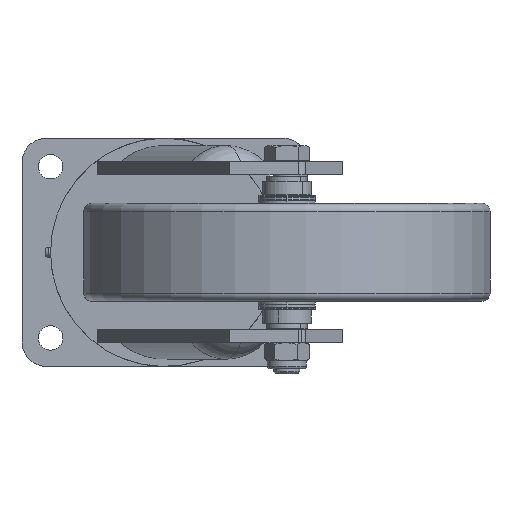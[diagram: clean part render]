
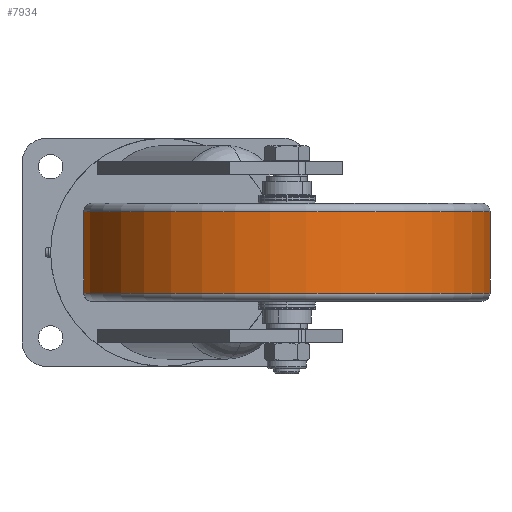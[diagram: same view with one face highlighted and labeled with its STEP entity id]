
A CAD part, front view. The second image highlights one B-rep face of the part: STEP entity #7934.
In plain terms, the highlighted cylindrical face has radius 125 mm (diameter 250 mm), a partial arc.
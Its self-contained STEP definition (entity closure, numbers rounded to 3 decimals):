
#99 = CARTESIAN_POINT ( 'NONE',  ( 199.468, -168.48, -47.5 ) ) ;
#3371 = LINE ( 'NONE', #99, #28768 ) ;
#4768 = DIRECTION ( 'NONE',  ( -0.996, -0.092, 0. ) ) ;
#5711 = VERTEX_POINT ( 'NONE', #15326 ) ;
#7467 = EDGE_CURVE ( 'NONE', #60932, #39812, #10241, .T. ) ;
#7934 = ADVANCED_FACE ( 'NONE', ( #48349 ), #18329, .T. ) ;
#10010 = AXIS2_PLACEMENT_3D ( 'NONE', #18937, #11524, #4768 ) ;
#10241 = CIRCLE ( 'NONE', #10010, 125. ) ;
#11524 = DIRECTION ( 'NONE',  ( 0., 0., 1. ) ) ;
#12478 = AXIS2_PLACEMENT_3D ( 'NONE', #18734, #20045, #15687 ) ;
#13682 = ORIENTED_EDGE ( 'NONE', *, *, #7467, .T. ) ;
#15326 = CARTESIAN_POINT ( 'NONE',  ( 199.468, -168.48, -22.5 ) ) ;
#15687 = DIRECTION ( 'NONE',  ( -0.996, -0.092, 0. ) ) ;
#18329 = CYLINDRICAL_SURFACE ( 'NONE', #12478, 125. ) ;
#18734 = CARTESIAN_POINT ( 'NONE',  ( 75., -180., -47.5 ) ) ;
#18937 = CARTESIAN_POINT ( 'NONE',  ( 75., -180., -72.5 ) ) ;
#19317 = ORIENTED_EDGE ( 'NONE', *, *, #44539, .T. ) ;
#19421 = CARTESIAN_POINT ( 'NONE',  ( -49.468, -191.52, -72.5 ) ) ;
#20045 = DIRECTION ( 'NONE',  ( 0., 0., -1. ) ) ;
#23625 = CARTESIAN_POINT ( 'NONE',  ( 199.468, -168.48, -72.5 ) ) ;
#24014 = CARTESIAN_POINT ( 'NONE',  ( 75., -180., -22.5 ) ) ;
#25102 = VERTEX_POINT ( 'NONE', #47399 ) ;
#28768 = VECTOR ( 'NONE', #33547, 1000. ) ;
#28842 = DIRECTION ( 'NONE',  ( 0.996, 0.092, 0. ) ) ;
#29959 = CIRCLE ( 'NONE', #51641, 125. ) ;
#33547 = DIRECTION ( 'NONE',  ( 0., 0., -1. ) ) ;
#34663 = EDGE_CURVE ( 'NONE', #5711, #39812, #3371, .T. ) ;
#34882 = ORIENTED_EDGE ( 'NONE', *, *, #34663, .F. ) ;
#35385 = LINE ( 'NONE', #61210, #59303 ) ;
#36970 = EDGE_CURVE ( 'NONE', #5711, #25102, #29959, .T. ) ;
#39812 = VERTEX_POINT ( 'NONE', #23625 ) ;
#42217 = DIRECTION ( 'NONE',  ( 0., 0., -1. ) ) ;
#44539 = EDGE_CURVE ( 'NONE', #25102, #60932, #35385, .T. ) ;
#47399 = CARTESIAN_POINT ( 'NONE',  ( -49.468, -191.52, -22.5 ) ) ;
#47449 = ORIENTED_EDGE ( 'NONE', *, *, #36970, .T. ) ;
#48349 = FACE_OUTER_BOUND ( 'NONE', #57216, .T. ) ;
#51641 = AXIS2_PLACEMENT_3D ( 'NONE', #24014, #57492, #28842 ) ;
#57216 = EDGE_LOOP ( 'NONE', ( #34882, #47449, #19317, #13682 ) ) ;
#57492 = DIRECTION ( 'NONE',  ( 0., 0., -1. ) ) ;
#59303 = VECTOR ( 'NONE', #42217, 1000. ) ;
#60932 = VERTEX_POINT ( 'NONE', #19421 ) ;
#61210 = CARTESIAN_POINT ( 'NONE',  ( -49.468, -191.52, -47.5 ) ) ;
